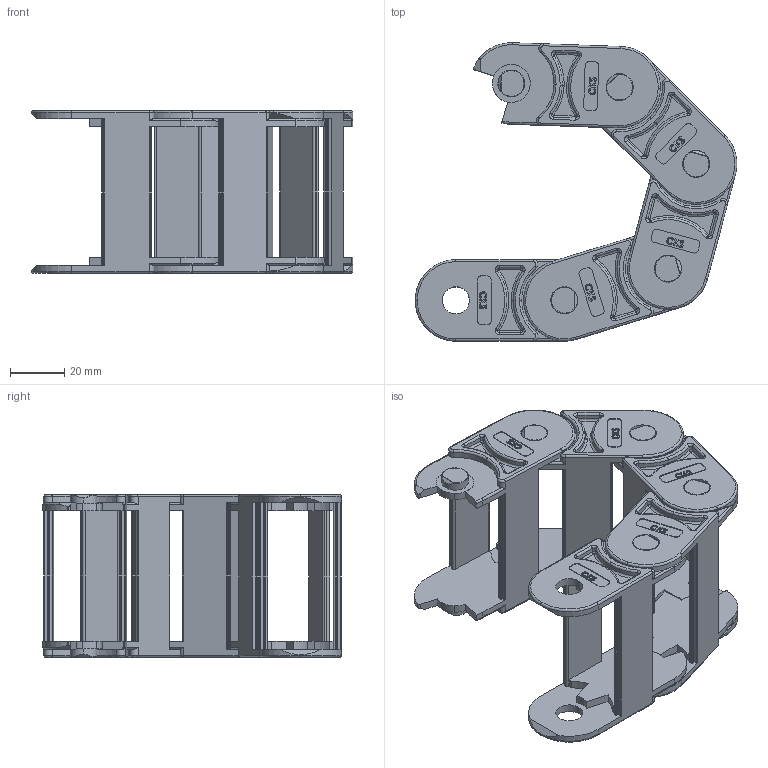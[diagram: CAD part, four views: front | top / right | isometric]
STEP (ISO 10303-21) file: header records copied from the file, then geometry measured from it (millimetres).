
FILE_DESCRIPTION (( 'STEP AP214' ), '1' );
FILE_NAME ('CK24-F048-R040.STEP', '2019-09-10T12:01:09', ( '' ), ( '' ), 'SwSTEP 2.0', 'SolidWorks 2017', '' );
FILE_SCHEMA (( 'AUTOMOTIVE_DESIGN' ));
Length unit declared in the file: millimetre
Products named in the file (2): CK24-F048-R040; CK24-F018-R100
Assembly tree (5 placements, depth 2):
  CK24-F048-R040
    CK24-F018-R100  x5
Bounding box: 118.61 x 109.99 x 60 mm (x, y, z)
Volume: 86979.8 mm3; surface area: 64310 mm2
Topology: 5 solids, 5 shells, 1340 faces, 3455 edges, 2120 vertices
Faces by surface type: cylinder 510, plane 410, torus 220, bspline 120, sphere 80
Entity records: 9457 total; most frequent: CARTESIAN_POINT 2865, DIRECTION 1411, ORIENTED_EDGE 1366, EDGE_CURVE 683, AXIS2_PLACEMENT_3D 542, VERTEX_POINT 424, VECTOR 327, LINE 327
